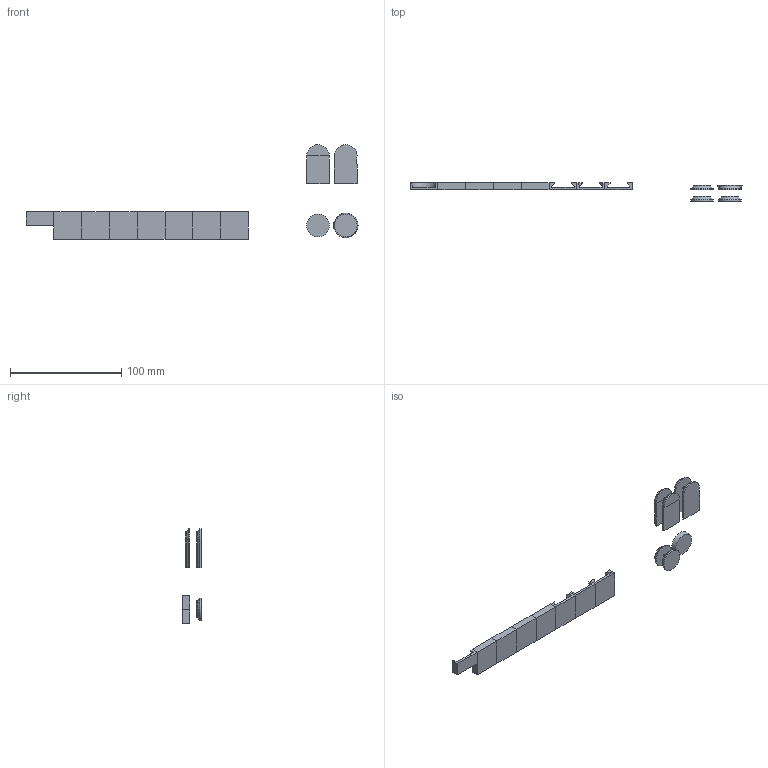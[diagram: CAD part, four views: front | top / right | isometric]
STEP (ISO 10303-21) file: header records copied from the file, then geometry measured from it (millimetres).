
FILE_DESCRIPTION(/* description */ ('','CAx-IF Rec.Pracs.---Representation and Presentation of Product Manufacturing Information (PMI)---4.0---2014-10-13'),/* implementation_level */ '2;1');
FILE_NAME(/* name */ 'embed-back-end.step',/* time_stamp */ '2025-02-28T14:46:52-06:00',/* author */ (''),/* organization */ (''),/* preprocessor_version */ 'ST-DEVELOPER v20',/* originating_system */ 'Autodesk Translation Framework v13.20.0.188',/* authorisation */ '');
FILE_SCHEMA (('AP242_MANAGED_MODEL_BASED_3D_ENGINEERING_MIM_LF { 1 0 10303 442 1 1 4 }'));
Length unit declared in the file: millimetre
Products named in the file (18): (Unsaved); Half Round; Half Round Negative; Opening Raw Slot Back; Quick Connect Slot Back; Quick Connect Top Back; Raw Slot Back; Round; Round Negative; Slot; Slot Negative; Slot Opening; Snap In Quick Connect Top Back; Snap In Slot; Snap In Slot Negative; Snap In Top Back; Top Back; Embed Back End
Assembly tree (17 placements, depth 2):
  (Unsaved)
    Half Round
    Half Round Negative
    Opening Raw Slot Back
    Quick Connect Slot Back
    Quick Connect Top Back
    Raw Slot Back
    Round
    Round Negative
    Slot
    Slot Negative
    Slot Opening
    Snap In Quick Connect Top Back
    Snap In Slot
    Snap In Slot Negative
    Snap In Top Back
    Top Back
    Embed Back End
Bounding box: 298.5 x 16.55 x 85.15 mm (x, y, z)
Volume: 30345.2 mm3; surface area: 25368.2 mm2
Topology: 17 solids, 17 shells, 231 faces, 565 edges, 370 vertices
Faces by surface type: plane 163, cylinder 26, cone 26, bspline 16
Full cylindrical faces by diameter (mm): 15 x1, 15.3 x1, 20 x1, 20.3 x1
Entity records: 8912 total; most frequent: CARTESIAN_POINT 3022, ORIENTED_EDGE 1130, DIRECTION 1083, EDGE_CURVE 565, LINE 395, VECTOR 395, VERTEX_POINT 370, AXIS2_PLACEMENT_3D 344
